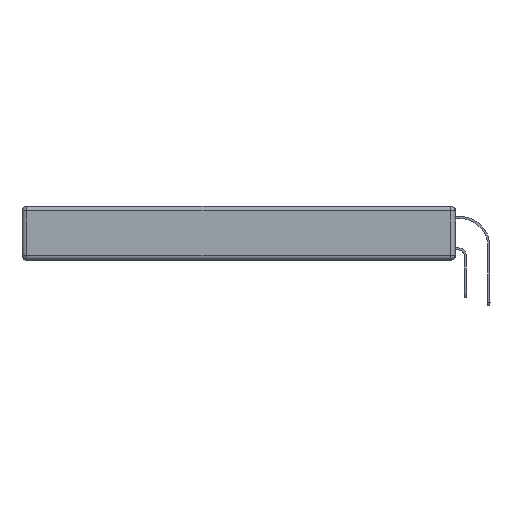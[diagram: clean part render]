
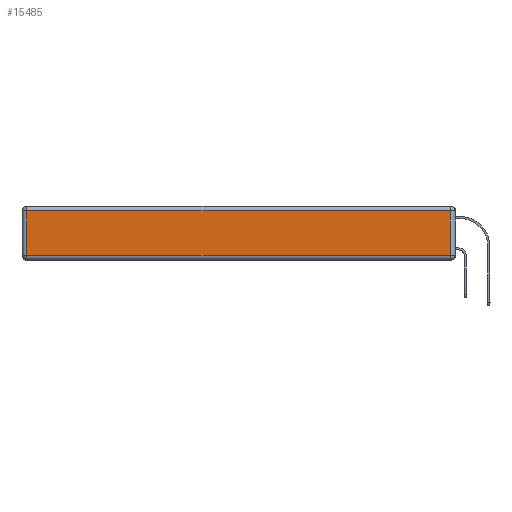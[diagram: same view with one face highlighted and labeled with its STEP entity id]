
A CAD part, left-side view. The second image highlights one B-rep face of the part: STEP entity #15485.
In plain terms, the highlighted planar face has unit normal (-1, 0, 0).
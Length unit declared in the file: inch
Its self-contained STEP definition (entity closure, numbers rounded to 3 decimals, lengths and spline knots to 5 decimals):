
#300 = VERTEX_POINT ( 'NONE', #16392 ) ;
#1519 = ORIENTED_EDGE ( 'NONE', *, *, #17650, .T. ) ;
#3278 = CARTESIAN_POINT ( 'NONE',  ( 0., 2.75, -0.03 ) ) ;
#3551 = EDGE_LOOP ( 'NONE', ( #4149, #18925, #1519, #4917 ) ) ;
#3582 = DIRECTION ( 'NONE',  ( 0., 0., -1. ) ) ;
#4075 = EDGE_CURVE ( 'NONE', #8086, #300, #9390, .T. ) ;
#4149 = ORIENTED_EDGE ( 'NONE', *, *, #15015, .T. ) ;
#4917 = ORIENTED_EDGE ( 'NONE', *, *, #4075, .T. ) ;
#4960 = VERTEX_POINT ( 'NONE', #16183 ) ;
#5078 = CARTESIAN_POINT ( 'NONE',  ( 0., 0., -0.343 ) ) ;
#5149 = CARTESIAN_POINT ( 'NONE',  ( 0., 0.03, -0.343 ) ) ;
#5450 = VECTOR ( 'NONE', #17550, 39.37008 ) ;
#5797 = VERTEX_POINT ( 'NONE', #19477 ) ;
#6239 = DIRECTION ( 'NONE',  ( 0., 1., 0. ) ) ;
#8086 = VERTEX_POINT ( 'NONE', #9345 ) ;
#8798 = EDGE_CURVE ( 'NONE', #4960, #5797, #19078, .T. ) ;
#9345 = CARTESIAN_POINT ( 'NONE',  ( 0., 2.72, -0.03 ) ) ;
#9390 = LINE ( 'NONE', #18943, #16605 ) ;
#10929 = LINE ( 'NONE', #3278, #18394 ) ;
#11292 = DIRECTION ( 'NONE',  ( -1., 0., 0. ) ) ;
#11772 = DIRECTION ( 'NONE',  ( 0., 0., 1. ) ) ;
#12583 = VECTOR ( 'NONE', #13024, 39.37008 ) ;
#12630 = CARTESIAN_POINT ( 'NONE',  ( 0., 0., -0.313 ) ) ;
#12799 = FACE_OUTER_BOUND ( 'NONE', #3551, .T. ) ;
#13024 = DIRECTION ( 'NONE',  ( 0., -1., 0. ) ) ;
#14262 = LINE ( 'NONE', #12630, #12583 ) ;
#15015 = EDGE_CURVE ( 'NONE', #300, #4960, #14262, .T. ) ;
#15485 = ADVANCED_FACE ( 'NONE', ( #12799 ), #19012, .T. ) ;
#16183 = CARTESIAN_POINT ( 'NONE',  ( 0., 0.03, -0.313 ) ) ;
#16392 = CARTESIAN_POINT ( 'NONE',  ( 0., 2.72, -0.313 ) ) ;
#16605 = VECTOR ( 'NONE', #3582, 39.37008 ) ;
#17550 = DIRECTION ( 'NONE',  ( 0., 0., 1. ) ) ;
#17650 = EDGE_CURVE ( 'NONE', #5797, #8086, #10929, .T. ) ;
#18394 = VECTOR ( 'NONE', #6239, 39.37008 ) ;
#18925 = ORIENTED_EDGE ( 'NONE', *, *, #8798, .T. ) ;
#18943 = CARTESIAN_POINT ( 'NONE',  ( 0., 2.72, -0.343 ) ) ;
#19012 = PLANE ( 'NONE',  #19433 ) ;
#19078 = LINE ( 'NONE', #5149, #5450 ) ;
#19433 = AXIS2_PLACEMENT_3D ( 'NONE', #5078, #11292, #11772 ) ;
#19477 = CARTESIAN_POINT ( 'NONE',  ( 0., 0.03, -0.03 ) ) ;
